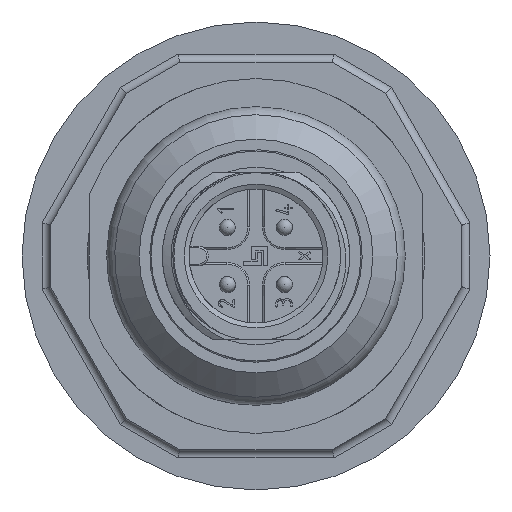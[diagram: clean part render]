
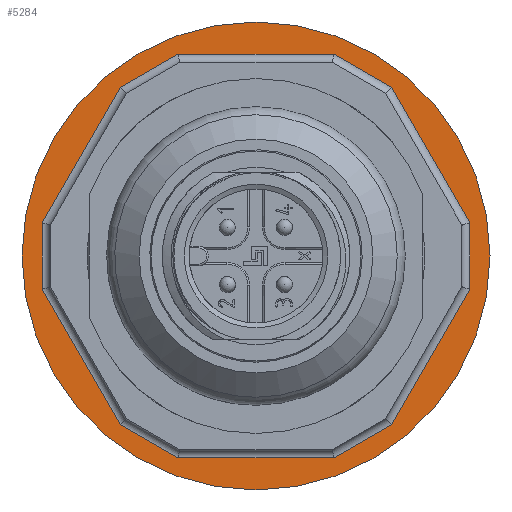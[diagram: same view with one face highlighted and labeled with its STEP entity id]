
A CAD part, front view. The second image highlights one B-rep face of the part: STEP entity #5284.
In plain terms, the highlighted planar face has unit normal (0, -1, 0).
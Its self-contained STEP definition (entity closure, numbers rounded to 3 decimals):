
#55=FACE_BOUND('',#813,.T.);
#253=PLANE('',#5730);
#496=FACE_OUTER_BOUND('',#812,.T.);
#812=EDGE_LOOP('',(#4476,#4477));
#813=EDGE_LOOP('',(#4478,#4479,#4480,#4481,#4482,#4483,#4484,#4485,#4486,
#4487,#4488,#4489));
#1159=LINE('',#14149,#1519);
#1161=LINE('',#14157,#1521);
#1163=LINE('',#14163,#1523);
#1165=LINE('',#14169,#1525);
#1167=LINE('',#14175,#1527);
#1169=LINE('',#14181,#1529);
#1171=LINE('',#14187,#1531);
#1173=LINE('',#14193,#1533);
#1175=LINE('',#14199,#1535);
#1177=LINE('',#14205,#1537);
#1179=LINE('',#14211,#1539);
#1181=LINE('',#14216,#1541);
#1519=VECTOR('',#6748,10.);
#1521=VECTOR('',#6756,10.);
#1523=VECTOR('',#6762,10.);
#1525=VECTOR('',#6768,10.);
#1527=VECTOR('',#6774,10.);
#1529=VECTOR('',#6780,10.);
#1531=VECTOR('',#6786,10.);
#1533=VECTOR('',#6792,10.);
#1535=VECTOR('',#6798,10.);
#1537=VECTOR('',#6804,10.);
#1539=VECTOR('',#6810,10.);
#1541=VECTOR('',#6816,10.);
#1770=CIRCLE('',#5731,14.5);
#1771=CIRCLE('',#5732,14.5);
#2428=VERTEX_POINT('',#14147);
#2429=VERTEX_POINT('',#14148);
#2432=VERTEX_POINT('',#14156);
#2434=VERTEX_POINT('',#14162);
#2436=VERTEX_POINT('',#14168);
#2438=VERTEX_POINT('',#14174);
#2440=VERTEX_POINT('',#14180);
#2442=VERTEX_POINT('',#14186);
#2444=VERTEX_POINT('',#14192);
#2446=VERTEX_POINT('',#14198);
#2448=VERTEX_POINT('',#14204);
#2450=VERTEX_POINT('',#14210);
#2459=VERTEX_POINT('',#14245);
#2460=VERTEX_POINT('',#14246);
#3122=EDGE_CURVE('',#2428,#2429,#1159,.T.);
#3126=EDGE_CURVE('',#2429,#2432,#1161,.T.);
#3129=EDGE_CURVE('',#2432,#2434,#1163,.T.);
#3132=EDGE_CURVE('',#2434,#2436,#1165,.T.);
#3135=EDGE_CURVE('',#2436,#2438,#1167,.T.);
#3138=EDGE_CURVE('',#2438,#2440,#1169,.T.);
#3141=EDGE_CURVE('',#2440,#2442,#1171,.T.);
#3144=EDGE_CURVE('',#2442,#2444,#1173,.T.);
#3147=EDGE_CURVE('',#2444,#2446,#1175,.T.);
#3150=EDGE_CURVE('',#2446,#2448,#1177,.T.);
#3153=EDGE_CURVE('',#2448,#2450,#1179,.T.);
#3156=EDGE_CURVE('',#2450,#2428,#1181,.T.);
#3171=EDGE_CURVE('',#2459,#2460,#1770,.T.);
#3172=EDGE_CURVE('',#2460,#2459,#1771,.T.);
#4476=ORIENTED_EDGE('',*,*,#3171,.F.);
#4477=ORIENTED_EDGE('',*,*,#3172,.F.);
#4478=ORIENTED_EDGE('',*,*,#3122,.F.);
#4479=ORIENTED_EDGE('',*,*,#3156,.F.);
#4480=ORIENTED_EDGE('',*,*,#3153,.F.);
#4481=ORIENTED_EDGE('',*,*,#3150,.F.);
#4482=ORIENTED_EDGE('',*,*,#3147,.F.);
#4483=ORIENTED_EDGE('',*,*,#3144,.F.);
#4484=ORIENTED_EDGE('',*,*,#3141,.F.);
#4485=ORIENTED_EDGE('',*,*,#3138,.F.);
#4486=ORIENTED_EDGE('',*,*,#3135,.F.);
#4487=ORIENTED_EDGE('',*,*,#3132,.F.);
#4488=ORIENTED_EDGE('',*,*,#3129,.F.);
#4489=ORIENTED_EDGE('',*,*,#3126,.F.);
#5284=ADVANCED_FACE('',(#496,#55),#253,.F.);
#5730=AXIS2_PLACEMENT_3D('',#14244,#6843,#6844);
#5731=AXIS2_PLACEMENT_3D('',#14247,#6845,#6846);
#5732=AXIS2_PLACEMENT_3D('',#14248,#6847,#6848);
#6748=DIRECTION('',(0.866,0.,-0.5));
#6756=DIRECTION('',(1.,0.,0.));
#6762=DIRECTION('',(0.866,0.,0.5));
#6768=DIRECTION('',(0.5,0.,0.866));
#6774=DIRECTION('',(0.,0.,1.));
#6780=DIRECTION('',(-0.5,0.,0.866));
#6786=DIRECTION('',(-0.866,0.,0.5));
#6792=DIRECTION('',(-1.,0.,0.));
#6798=DIRECTION('',(-0.866,0.,-0.5));
#6804=DIRECTION('',(-0.5,0.,-0.866));
#6810=DIRECTION('',(0.,0.,-1.));
#6816=DIRECTION('',(0.5,0.,-0.866));
#6843=DIRECTION('center_axis',(0.,1.,0.));
#6844=DIRECTION('ref_axis',(-0.5,0.,0.866));
#6845=DIRECTION('center_axis',(0.,1.,0.));
#6846=DIRECTION('ref_axis',(-0.866,0.,-0.5));
#6847=DIRECTION('center_axis',(0.,1.,0.));
#6848=DIRECTION('ref_axis',(-0.866,0.,-0.5));
#14147=CARTESIAN_POINT('',(-8.401,-6.2,-10.45));
#14148=CARTESIAN_POINT('',(-4.849,-6.2,-12.5));
#14149=CARTESIAN_POINT('',(-5.795,-6.2,-11.954));
#14156=CARTESIAN_POINT('',(4.849,-6.2,-12.5));
#14157=CARTESIAN_POINT('',(2.358,-6.2,-12.5));
#14162=CARTESIAN_POINT('',(8.401,-6.2,-10.45));
#14163=CARTESIAN_POINT('',(7.455,-6.2,-10.996));
#14168=CARTESIAN_POINT('',(13.25,-6.2,-2.05));
#14169=CARTESIAN_POINT('',(12.004,-6.2,-4.208));
#14174=CARTESIAN_POINT('',(13.25,-6.2,2.05));
#14175=CARTESIAN_POINT('',(13.25,-6.2,0.958));
#14180=CARTESIAN_POINT('',(8.401,-6.2,10.45));
#14181=CARTESIAN_POINT('',(9.646,-6.2,8.292));
#14186=CARTESIAN_POINT('',(4.849,-6.2,12.5));
#14187=CARTESIAN_POINT('',(5.795,-6.2,11.954));
#14192=CARTESIAN_POINT('',(-4.849,-6.2,12.5));
#14193=CARTESIAN_POINT('',(-2.358,-6.2,12.5));
#14198=CARTESIAN_POINT('',(-8.401,-6.2,10.45));
#14199=CARTESIAN_POINT('',(-7.455,-6.2,10.996));
#14204=CARTESIAN_POINT('',(-13.25,-6.2,2.05));
#14205=CARTESIAN_POINT('',(-12.004,-6.2,4.208));
#14210=CARTESIAN_POINT('',(-13.25,-6.2,-2.05));
#14211=CARTESIAN_POINT('',(-13.25,-6.2,-0.958));
#14216=CARTESIAN_POINT('',(-9.646,-6.2,-8.292));
#14244=CARTESIAN_POINT('Origin',(0.,-6.2,
0.));
#14245=CARTESIAN_POINT('',(12.557,-6.2,7.25));
#14246=CARTESIAN_POINT('',(-12.557,-6.2,-7.25));
#14247=CARTESIAN_POINT('Origin',(0.,-6.2,
0.));
#14248=CARTESIAN_POINT('Origin',(0.,-6.2,
0.));
